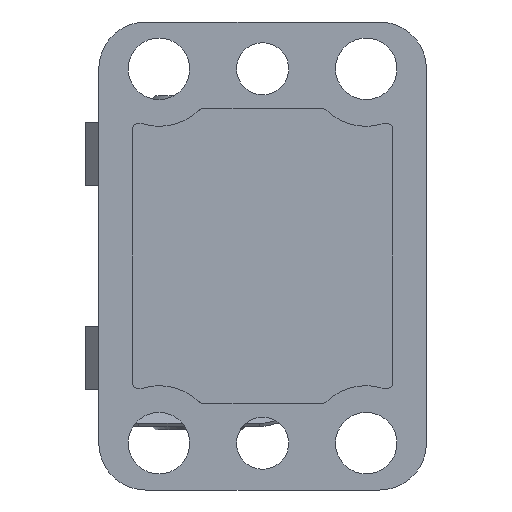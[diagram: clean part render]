
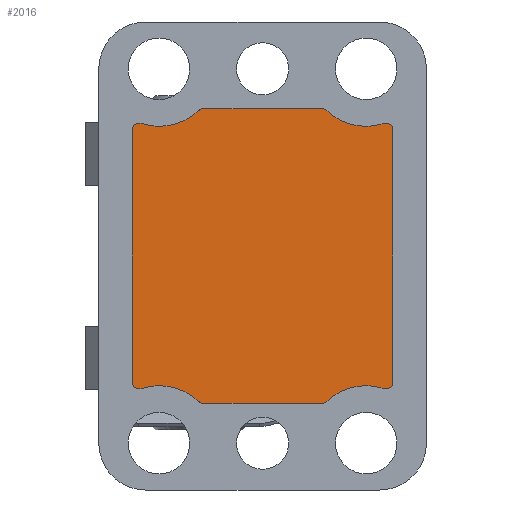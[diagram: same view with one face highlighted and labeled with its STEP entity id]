
A CAD part, front view. The second image highlights one B-rep face of the part: STEP entity #2016.
In plain terms, the highlighted planar face has unit normal (0, -1, 0).
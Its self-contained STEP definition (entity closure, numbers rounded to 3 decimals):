
#59=PLANE('',#2234);
#161=LINE('',#3252,#331);
#166=LINE('',#3268,#336);
#171=LINE('',#3284,#341);
#176=LINE('',#3300,#346);
#331=VECTOR('',#2593,1000.);
#336=VECTOR('',#2612,1000.);
#341=VECTOR('',#2631,1000.);
#346=VECTOR('',#2650,1000.);
#670=ORIENTED_EDGE('',*,*,#1141,.F.);
#671=ORIENTED_EDGE('',*,*,#1171,.F.);
#672=ORIENTED_EDGE('',*,*,#1169,.T.);
#673=ORIENTED_EDGE('',*,*,#1167,.F.);
#674=ORIENTED_EDGE('',*,*,#1165,.F.);
#675=ORIENTED_EDGE('',*,*,#1163,.F.);
#676=ORIENTED_EDGE('',*,*,#1161,.T.);
#677=ORIENTED_EDGE('',*,*,#1159,.F.);
#678=ORIENTED_EDGE('',*,*,#1157,.F.);
#679=ORIENTED_EDGE('',*,*,#1155,.F.);
#680=ORIENTED_EDGE('',*,*,#1153,.T.);
#681=ORIENTED_EDGE('',*,*,#1151,.F.);
#682=ORIENTED_EDGE('',*,*,#1149,.F.);
#683=ORIENTED_EDGE('',*,*,#1147,.F.);
#684=ORIENTED_EDGE('',*,*,#1145,.T.);
#685=ORIENTED_EDGE('',*,*,#1143,.F.);
#1141=EDGE_CURVE('',#1410,#1411,#161,.T.);
#1143=EDGE_CURVE('',#1411,#1412,#1568,.T.);
#1145=EDGE_CURVE('',#1413,#1412,#1569,.T.);
#1147=EDGE_CURVE('',#1413,#1414,#1570,.T.);
#1149=EDGE_CURVE('',#1414,#1415,#166,.T.);
#1151=EDGE_CURVE('',#1415,#1416,#1571,.T.);
#1153=EDGE_CURVE('',#1417,#1416,#1572,.T.);
#1155=EDGE_CURVE('',#1417,#1418,#1573,.T.);
#1157=EDGE_CURVE('',#1418,#1419,#171,.T.);
#1159=EDGE_CURVE('',#1419,#1420,#1574,.T.);
#1161=EDGE_CURVE('',#1421,#1420,#1575,.T.);
#1163=EDGE_CURVE('',#1421,#1422,#1576,.T.);
#1165=EDGE_CURVE('',#1422,#1423,#176,.T.);
#1167=EDGE_CURVE('',#1423,#1424,#1577,.T.);
#1169=EDGE_CURVE('',#1425,#1424,#1578,.T.);
#1171=EDGE_CURVE('',#1425,#1410,#1579,.T.);
#1410=VERTEX_POINT('',#3251);
#1411=VERTEX_POINT('',#3253);
#1412=VERTEX_POINT('',#3257);
#1413=VERTEX_POINT('',#3261);
#1414=VERTEX_POINT('',#3265);
#1415=VERTEX_POINT('',#3269);
#1416=VERTEX_POINT('',#3273);
#1417=VERTEX_POINT('',#3277);
#1418=VERTEX_POINT('',#3281);
#1419=VERTEX_POINT('',#3285);
#1420=VERTEX_POINT('',#3289);
#1421=VERTEX_POINT('',#3293);
#1422=VERTEX_POINT('',#3297);
#1423=VERTEX_POINT('',#3301);
#1424=VERTEX_POINT('',#3305);
#1425=VERTEX_POINT('',#3309);
#1568=CIRCLE('',#2208,1.);
#1569=CIRCLE('',#2210,8.6);
#1570=CIRCLE('',#2212,1.);
#1571=CIRCLE('',#2215,1.);
#1572=CIRCLE('',#2217,8.6);
#1573=CIRCLE('',#2219,1.);
#1574=CIRCLE('',#2222,1.);
#1575=CIRCLE('',#2224,8.6);
#1576=CIRCLE('',#2226,1.);
#1577=CIRCLE('',#2229,1.);
#1578=CIRCLE('',#2231,8.6);
#1579=CIRCLE('',#2233,1.);
#1690=EDGE_LOOP('',(#670,#671,#672,#673,#674,#675,#676,#677,#678,#679,#680,
#681,#682,#683,#684,#685));
#1834=FACE_BOUND('',#1690,.T.);
#2016=ADVANCED_FACE('',(#1834),#59,.F.);
#2208=AXIS2_PLACEMENT_3D('',#3256,#2597,#2598);
#2210=AXIS2_PLACEMENT_3D('',#3260,#2602,#2603);
#2212=AXIS2_PLACEMENT_3D('',#3264,#2607,#2608);
#2215=AXIS2_PLACEMENT_3D('',#3272,#2616,#2617);
#2217=AXIS2_PLACEMENT_3D('',#3276,#2621,#2622);
#2219=AXIS2_PLACEMENT_3D('',#3280,#2626,#2627);
#2222=AXIS2_PLACEMENT_3D('',#3288,#2635,#2636);
#2224=AXIS2_PLACEMENT_3D('',#3292,#2640,#2641);
#2226=AXIS2_PLACEMENT_3D('',#3296,#2645,#2646);
#2229=AXIS2_PLACEMENT_3D('',#3304,#2654,#2655);
#2231=AXIS2_PLACEMENT_3D('',#3308,#2659,#2660);
#2233=AXIS2_PLACEMENT_3D('',#3312,#2664,#2665);
#2234=AXIS2_PLACEMENT_3D('',#3313,#2666,#2667);
#2593=DIRECTION('',(0.,0.,1.));
#2597=DIRECTION('',(0.,1.,0.));
#2598=DIRECTION('',(1.,0.,0.));
#2602=DIRECTION('',(0.,1.,0.));
#2603=DIRECTION('',(1.,0.,0.));
#2607=DIRECTION('',(0.,1.,0.));
#2608=DIRECTION('',(1.,0.,0.));
#2612=DIRECTION('',(1.,0.,0.));
#2616=DIRECTION('',(0.,1.,0.));
#2617=DIRECTION('',(1.,0.,0.));
#2621=DIRECTION('',(0.,1.,0.));
#2622=DIRECTION('',(1.,0.,0.));
#2626=DIRECTION('',(0.,1.,0.));
#2627=DIRECTION('',(1.,0.,0.));
#2631=DIRECTION('',(0.,0.,-1.));
#2635=DIRECTION('',(0.,1.,0.));
#2636=DIRECTION('',(1.,0.,0.));
#2640=DIRECTION('',(0.,1.,0.));
#2641=DIRECTION('',(1.,0.,0.));
#2645=DIRECTION('',(0.,1.,0.));
#2646=DIRECTION('',(1.,0.,0.));
#2650=DIRECTION('',(-1.,0.,0.));
#2654=DIRECTION('',(0.,1.,0.));
#2655=DIRECTION('',(1.,0.,0.));
#2659=DIRECTION('',(0.,1.,0.));
#2660=DIRECTION('',(1.,0.,0.));
#2664=DIRECTION('',(0.,1.,0.));
#2665=DIRECTION('',(1.,0.,0.));
#2666=DIRECTION('',(0.,1.,0.));
#2667=DIRECTION('',(0.,0.,1.));
#3251=CARTESIAN_POINT('',(-19.5,6.,-18.881));
#3252=CARTESIAN_POINT('',(-19.5,6.,-18.881));
#3253=CARTESIAN_POINT('',(-19.5,6.,18.881));
#3256=CARTESIAN_POINT('',(-18.5,6.,18.881));
#3257=CARTESIAN_POINT('',(-18.187,6.,19.831));
#3260=CARTESIAN_POINT('',(-15.5,6.,28.));
#3261=CARTESIAN_POINT('',(-9.615,6.,21.729));
#3264=CARTESIAN_POINT('',(-8.93,6.,21.));
#3265=CARTESIAN_POINT('',(-8.93,6.,22.));
#3268=CARTESIAN_POINT('',(-8.93,6.,22.));
#3269=CARTESIAN_POINT('',(8.93,6.,22.));
#3272=CARTESIAN_POINT('',(8.93,6.,21.));
#3273=CARTESIAN_POINT('',(9.615,6.,21.729));
#3276=CARTESIAN_POINT('',(15.5,6.,28.));
#3277=CARTESIAN_POINT('',(18.188,6.,19.831));
#3280=CARTESIAN_POINT('',(18.5,6.,18.881));
#3281=CARTESIAN_POINT('',(19.5,6.,18.881));
#3284=CARTESIAN_POINT('',(19.5,6.,18.881));
#3285=CARTESIAN_POINT('',(19.5,6.,-18.881));
#3288=CARTESIAN_POINT('',(18.5,6.,-18.881));
#3289=CARTESIAN_POINT('',(18.188,6.,-19.831));
#3292=CARTESIAN_POINT('',(15.5,6.,-28.));
#3293=CARTESIAN_POINT('',(9.615,6.,-21.729));
#3296=CARTESIAN_POINT('',(8.93,6.,-21.));
#3297=CARTESIAN_POINT('',(8.93,6.,-22.));
#3300=CARTESIAN_POINT('',(8.93,6.,-22.));
#3301=CARTESIAN_POINT('',(-8.93,6.,-22.));
#3304=CARTESIAN_POINT('',(-8.93,6.,-21.));
#3305=CARTESIAN_POINT('',(-9.615,6.,-21.729));
#3308=CARTESIAN_POINT('',(-15.5,6.,-28.));
#3309=CARTESIAN_POINT('',(-18.188,6.,-19.831));
#3312=CARTESIAN_POINT('',(-18.5,6.,-18.881));
#3313=CARTESIAN_POINT('',(-18.5,6.,18.881));
